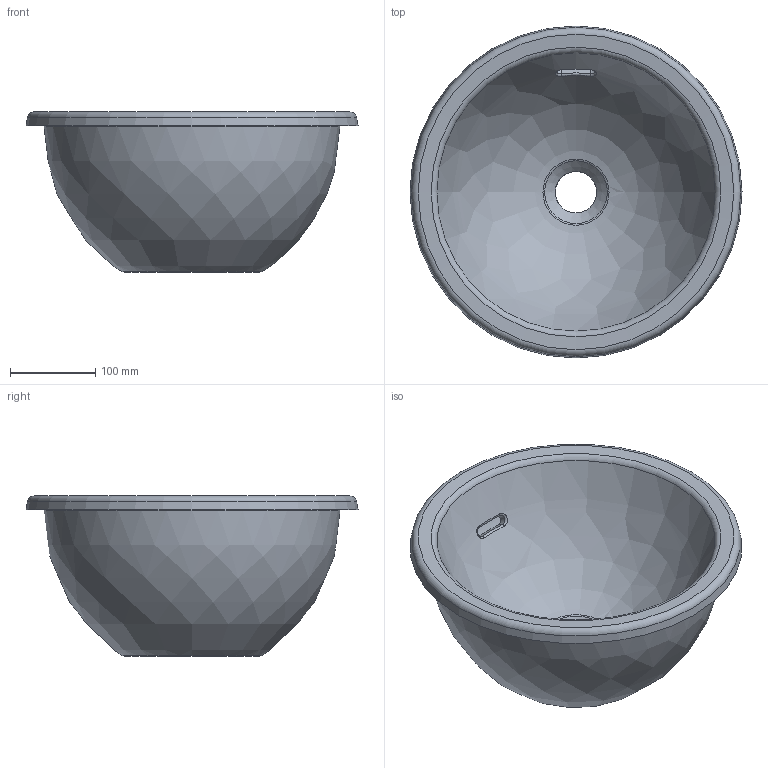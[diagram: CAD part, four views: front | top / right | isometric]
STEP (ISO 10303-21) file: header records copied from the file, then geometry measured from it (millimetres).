
FILE_DESCRIPTION(/* description */ (''),/* implementation_level */ '2;1');
FILE_NAME(/* name */ '4A5908_4A5900_4A5901_4A5100_4A5101.stp',/* time_stamp */ '2021-02-08T14:32:07+01:00',/* author */ (''),/* organization */ (''),/* preprocessor_version */ 'ST-DEVELOPER v16.7',/* originating_system */ 'SIEMENS PLM Software NX 1863',/* authorisation */ '');
FILE_SCHEMA (('AUTOMOTIVE_DESIGN { 1 0 10303 214 3 1 1 1 }'));
Length unit declared in the file: millimetre
Products named in the file (1): Sier0C2C7A1575ow
Bounding box: 390 x 390 x 188.05 mm (x, y, z)
Volume: 6485865.3 mm3; surface area: 425388 mm2
Topology: 1 solids, 1 shells, 25 faces, 56 edges, 35 vertices
Faces by surface type: bspline 9, torus 8, plane 3, revolution 2, cone 2, cylinder 1
Full cylindrical faces by diameter (mm): 48.76 x1
Entity records: 1047 total; most frequent: CARTESIAN_POINT 595, ORIENTED_EDGE 76, DIRECTION 64, EDGE_LOOP 42, EDGE_CURVE 38, FACE_BOUND 33, AXIS2_PLACEMENT_3D 31, VERTEX_POINT 30
